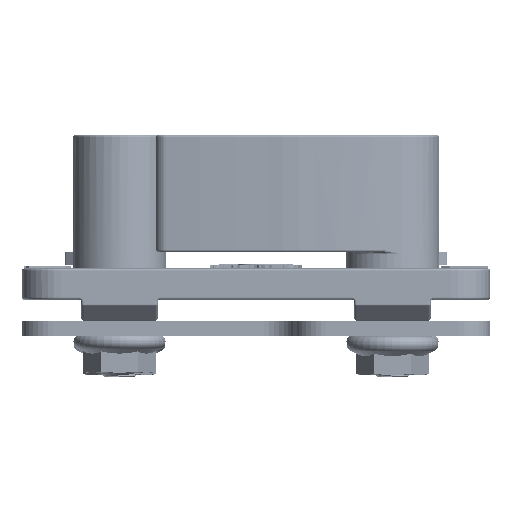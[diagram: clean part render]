
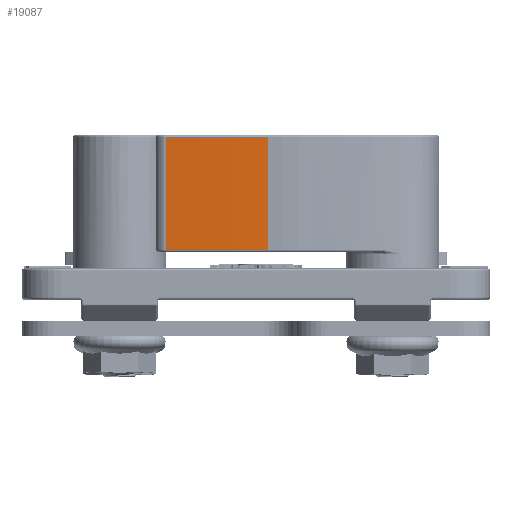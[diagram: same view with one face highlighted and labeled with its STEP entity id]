
A CAD part, left-side view. The second image highlights one B-rep face of the part: STEP entity #19087.
In plain terms, the highlighted cylindrical face has radius 128.5 mm (diameter 257 mm), a partial arc.
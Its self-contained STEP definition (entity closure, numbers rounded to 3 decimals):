
#2674=FACE_OUTER_BOUND('',#3757,.T.);
#3757=EDGE_LOOP('',(#17256,#17257,#17258,#17259));
#5264=LINE('',#33318,#6746);
#5265=LINE('',#33320,#6747);
#6746=VECTOR('',#27084,10.);
#6747=VECTOR('',#27087,10.);
#7416=CIRCLE('',#21274,128.5);
#7444=CIRCLE('',#21313,128.5);
#9140=VERTEX_POINT('',#32883);
#9142=VERTEX_POINT('',#32889);
#9159=VERTEX_POINT('',#32975);
#9162=VERTEX_POINT('',#32986);
#11811=EDGE_CURVE('',#9142,#9140,#7416,.T.);
#11843=EDGE_CURVE('',#9162,#9159,#7444,.T.);
#12023=EDGE_CURVE('',#9159,#9142,#5264,.T.);
#12024=EDGE_CURVE('',#9162,#9140,#5265,.T.);
#17256=ORIENTED_EDGE('',*,*,#11811,.F.);
#17257=ORIENTED_EDGE('',*,*,#12023,.F.);
#17258=ORIENTED_EDGE('',*,*,#11843,.F.);
#17259=ORIENTED_EDGE('',*,*,#12024,.T.);
#18196=CYLINDRICAL_SURFACE('',#21473,128.5);
#19087=ADVANCED_FACE('',(#2674),#18196,.T.);
#21274=AXIS2_PLACEMENT_3D('',#32891,#26637,#26638);
#21313=AXIS2_PLACEMENT_3D('',#32988,#26717,#26718);
#21473=AXIS2_PLACEMENT_3D('',#33319,#27085,#27086);
#26637=DIRECTION('center_axis',(0.,0.,
-1.));
#26638=DIRECTION('ref_axis',(0.074,0.997,0.));
#26717=DIRECTION('center_axis',(0.,0.,
1.));
#26718=DIRECTION('ref_axis',(0.074,0.997,0.));
#27084=DIRECTION('',(0.,0.,-1.));
#27085=DIRECTION('center_axis',(0.,0.,-1.));
#27086=DIRECTION('ref_axis',(0.125,0.992,0.));
#27087=DIRECTION('',(0.,0.,-1.));
#32883=CARTESIAN_POINT('',(29.,6.2,4.3));
#32889=CARTESIAN_POINT('',(16.017,7.165,4.3));
#32891=CARTESIAN_POINT('Origin',(13.,-121.3,4.3));
#32975=CARTESIAN_POINT('',(16.017,7.165,18.7));
#32986=CARTESIAN_POINT('',(29.,6.2,18.7));
#32988=CARTESIAN_POINT('Origin',(13.,-121.3,18.7));
#33318=CARTESIAN_POINT('',(16.017,7.165,19.));
#33319=CARTESIAN_POINT('Origin',(13.,-121.3,19.));
#33320=CARTESIAN_POINT('',(29.,6.2,19.));
